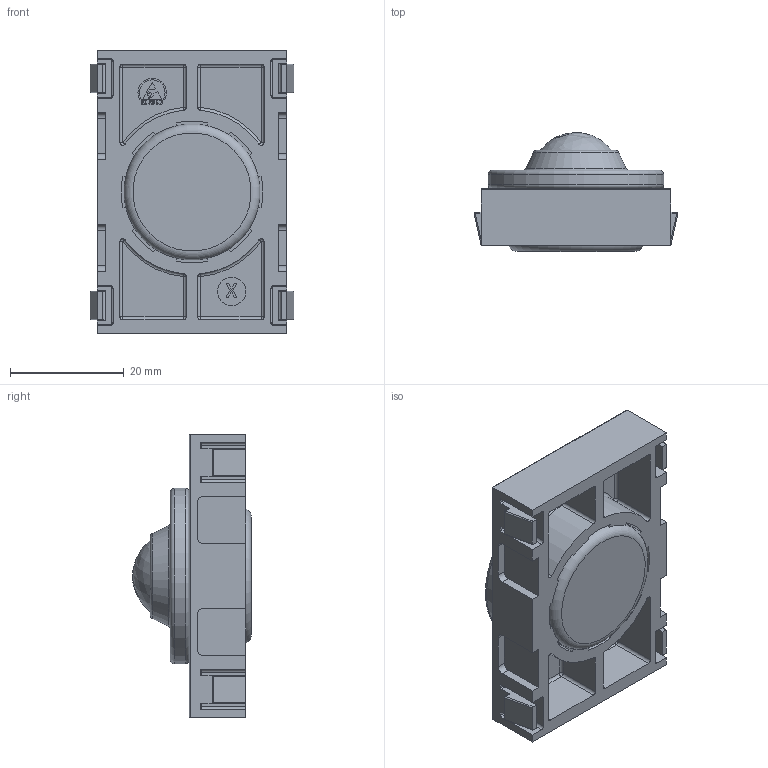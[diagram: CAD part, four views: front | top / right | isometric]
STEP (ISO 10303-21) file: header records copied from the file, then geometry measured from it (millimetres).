
FILE_DESCRIPTION(/* description */ (''),/* implementation_level */ '2;1');
FILE_NAME(/* name */ '13262_KriTec_Kugelrolleneinsatz_ESD.stp',/* time_stamp */ '2015-09-30T14:42:38+02:00',/* author */ ('kostic'),/* organization */ (''),/* preprocessor_version */ 'ST-DEVELOPER v15.2',/* originating_system */ 'Autodesk Inventor 2014',/* authorisation */ '');
FILE_SCHEMA (('CONFIG_CONTROL_DESIGN'));
Length unit declared in the file: millimetre
Products named in the file (3): 062AER91.50_062ACD2491ESD.50; 062AQE; 13262_KriTec_Kugelrolleneinsatz_ESD
Assembly tree (2 placements, depth 2):
  13262_KriTec_Kugelrolleneinsatz_ESD
    062AER91.50_062ACD2491ESD.50
    062AQE
Bounding box: 35.9 x 20.94 x 50 mm (x, y, z)
Volume: 15415.8 mm3; surface area: 10802.5 mm2
Topology: 2 solids, 3 shells, 410 faces, 1069 edges, 657 vertices
Faces by surface type: plane 204, cylinder 133, torus 34, sphere 28, bspline 10, cone 1
Full cylindrical faces by diameter (mm): 5 x1, 24 x1, 31 x1
Entity records: 13538 total; most frequent: CARTESIAN_POINT 3177, ORIENTED_EDGE 2050, DIRECTION 2048, EDGE_CURVE 1025, LINE 692, VECTOR 692, AXIS2_PLACEMENT_3D 678, VERTEX_POINT 649
